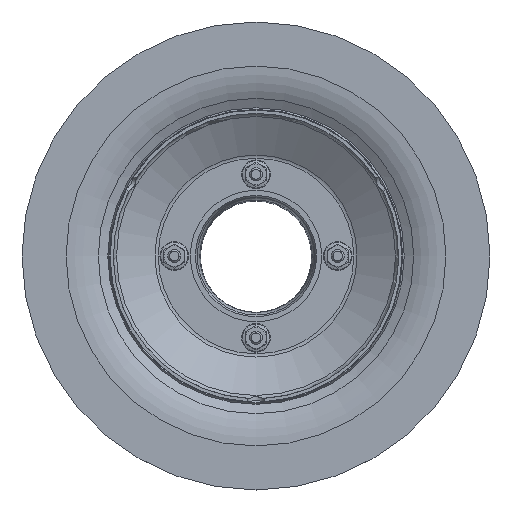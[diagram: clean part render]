
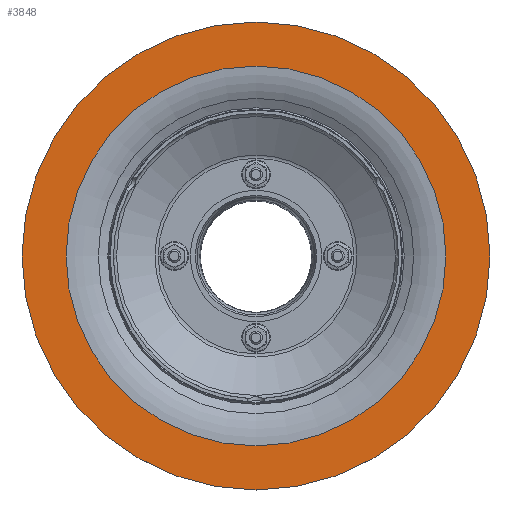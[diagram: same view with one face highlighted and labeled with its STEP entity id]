
A CAD part, top view. The second image highlights one B-rep face of the part: STEP entity #3848.
In plain terms, the highlighted planar face has unit normal (0, 0, 1).
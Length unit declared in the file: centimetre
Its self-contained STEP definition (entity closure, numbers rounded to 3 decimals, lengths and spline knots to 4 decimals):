
#76=FACE_BOUND('',#804,.T.);
#278=PLANE('',#4327);
#523=FACE_OUTER_BOUND('',#803,.T.);
#803=EDGE_LOOP('',(#3267));
#804=EDGE_LOOP('',(#3268));
#1412=CIRCLE('',#4298,146.);
#1429=CIRCLE('',#4325,118.5);
#1751=VERTEX_POINT('',#7171);
#1765=VERTEX_POINT('',#7216);
#2251=EDGE_CURVE('',#1751,#1751,#1412,.T.);
#2271=EDGE_CURVE('',#1765,#1765,#1429,.T.);
#3267=ORIENTED_EDGE('',*,*,#2251,.F.);
#3268=ORIENTED_EDGE('',*,*,#2271,.T.);
#3848=ADVANCED_FACE('',(#523,#76),#278,.T.);
#4298=AXIS2_PLACEMENT_3D('',#7173,#5368,#5369);
#4325=AXIS2_PLACEMENT_3D('',#7217,#5425,#5426);
#4327=AXIS2_PLACEMENT_3D('',#7219,#5429,#5430);
#5368=DIRECTION('center_axis',(0.,0.,-1.));
#5369=DIRECTION('ref_axis',(1.,0.,0.));
#5425=DIRECTION('center_axis',(0.,0.,-1.));
#5426=DIRECTION('ref_axis',(1.,0.,0.));
#5429=DIRECTION('center_axis',(0.,0.,1.));
#5430=DIRECTION('ref_axis',(0.,-1.,0.));
#7171=CARTESIAN_POINT('',(146.,0.,250.));
#7173=CARTESIAN_POINT('Origin',(0.,0.,250.));
#7216=CARTESIAN_POINT('',(0.,-118.5,250.));
#7217=CARTESIAN_POINT('Origin',(0.,0.,250.));
#7219=CARTESIAN_POINT('Origin',(-146.,0.,250.));
